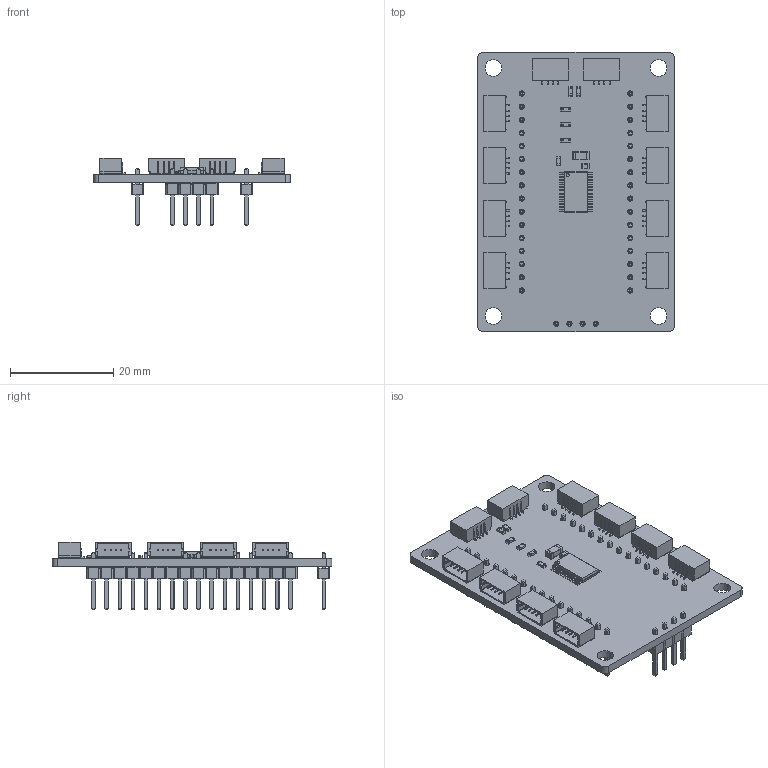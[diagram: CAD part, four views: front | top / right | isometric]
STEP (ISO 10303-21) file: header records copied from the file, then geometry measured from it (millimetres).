
FILE_DESCRIPTION(('KiCad electronic assembly'),'2;1');
FILE_NAME('I2C_multiplexer_TCA9548A_3D.step','2021-09-16T13:32:44',( 'Pcbnew'),('Kicad'),'Open CASCADE STEP processor 7.5', 'KiCad to STEP converter','Unknown');
FILE_SCHEMA(('AUTOMOTIVE_DESIGN { 1 0 10303 214 1 1 1 1 }'));
Length unit declared in the file: millimetre
Products named in the file (14): I2C_multiplexer_TCA9548A_3D 1; easyC connector; SOLID; 0603R; TSSOP-24; COMPOUND; 0603C; 1206C; 4x_Male_Pin_2.54_mm
Assembly tree (35 placements, depth 3):
  I2C_multiplexer_TCA9548A_3D 1
    easyC connector  x10
      SOLID
    0603R  x6
      SOLID
    TSSOP-24
      COMPOUND
    0603C
      COMPOUND
    1206C
      COMPOUND
    4x_Male_Pin_2.54_mm  x9
      COMPOUND
    COMPOUND
Bounding box: 38 x 54 x 13.15 mm (x, y, z)
Volume: 4185 mm3; surface area: 8910.5 mm2
Topology: 85 solids, 85 shells, 3069 faces, 7456 edges, 4616 vertices
Faces by surface type: bspline 3019, cylinder 44, plane 6
Full cylindrical faces by diameter (mm): 1 x36, 3.2 x4
Entity records: 46172 total; most frequent: CARTESIAN_POINT 18266, B_SPLINE_CURVE_WITH_KNOTS 4792, ORIENTED_EDGE 3880, PCURVE 3880, DEFINITIONAL_REPRESENTATION 3880, EDGE_CURVE 1940, SURFACE_CURVE 1900, VERTEX_POINT 1240
